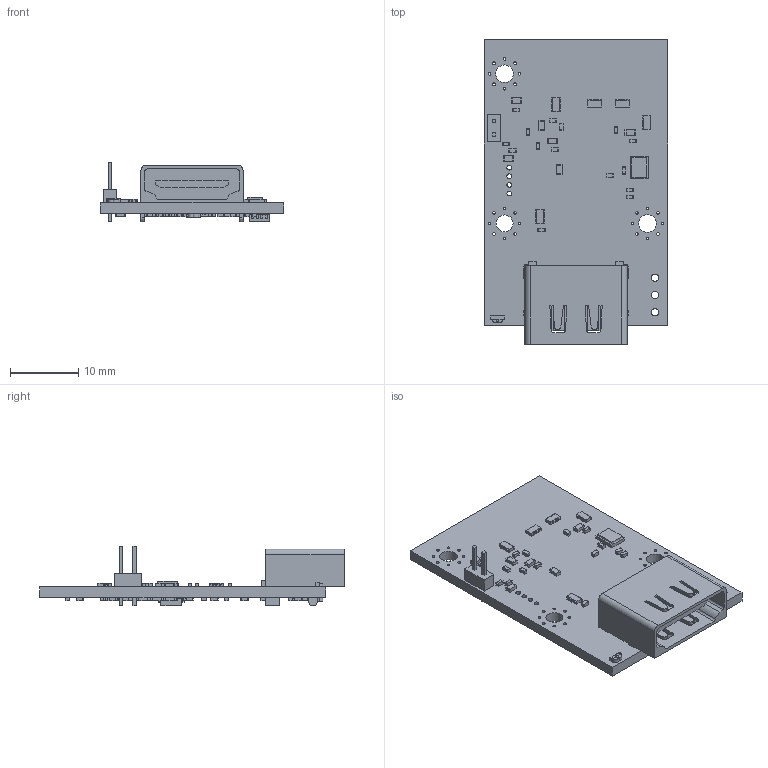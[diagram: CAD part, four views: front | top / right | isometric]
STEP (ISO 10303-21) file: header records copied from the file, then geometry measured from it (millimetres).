
FILE_DESCRIPTION(('Open CASCADE Model'),'2;1');
FILE_NAME('Open CASCADE Shape Model','2015-12-09T17:51:40',('Author'),( 'Open CASCADE'),'Open CASCADE STEP processor 6.2','Open CASCADE 6.2' ,'Unknown');
FILE_SCHEMA(('AUTOMOTIVE_DESIGN { 1 0 10303 214 1 1 1 1 }'));
Length unit declared in the file: millimetre
Products named in the file (150): PCB; Board; RN9; 704959152; Extruded; 704956080; 704956208; R15; 704957360; 704957232; R13; 704957872; 815814832; D3; 815816240; Cylinder; 704959920; D2; 1250767976; R8; C1; 704958128; 815814704; R12; RN2; 704956464; 704956848; 704956592; R11; R2; R7; R6; 704957104; 704956976; C16; C13; RN8; Y1; 732342672; 815813808 ...
Assembly tree (459 placements, depth 4):
  PCB
    Board
    RN9
      704959152
        Extruded
      704956080  x4
        Extruded
      704956208  x4
        Extruded
    R15
      704957360
        Extruded
      704957232  x2
        Extruded
    R13
      704957872  x2
        Extruded
      815814832
        Extruded
    D3
      815816240  x2
        Cylinder
      704959920
        Extruded
    D2
      1250767976  x2
        Cylinder
      704959920
        Extruded
    R8
      704957360
        Extruded
      704957232  x2
        Extruded
    C1
      704958128  x2
        Extruded
      815814704
        Extruded
    R12
      704957872  x2
        Extruded
      815814832
        Extruded
    RN2
      704956464
        Extruded
      704956848  x4
        Extruded
      704956592  x4
        Extruded
    R11
      704957872  x2
        Extruded
      815814832
        Extruded
    R2
      704958128  x2
        Extruded
      815814704
Bounding box: 27 x 44.76 x 8.81 mm (x, y, z)
Volume: 2445.8 mm3; surface area: 4315.3 mm2
Topology: 341 solids, 341 shells, 2388 faces, 5074 edges, 3368 vertices
Faces by surface type: plane 2306, cylinder 82
Full cylindrical faces by diameter (mm): 0.4 x24, 0.7 x4, 0.94 x2, 1 x4, 1.067 x3, 1.3 x2, 2.5 x1, 2.6 x2
Entity records: 41072 total; most frequent: CARTESIAN_POINT 6934, DIRECTION 6000, LINE 3664, VECTOR 3664, ORIENTED_EDGE 2744, PCURVE 2744, DEFINITIONAL_REPRESENTATION 2744, EDGE_CURVE 1372
